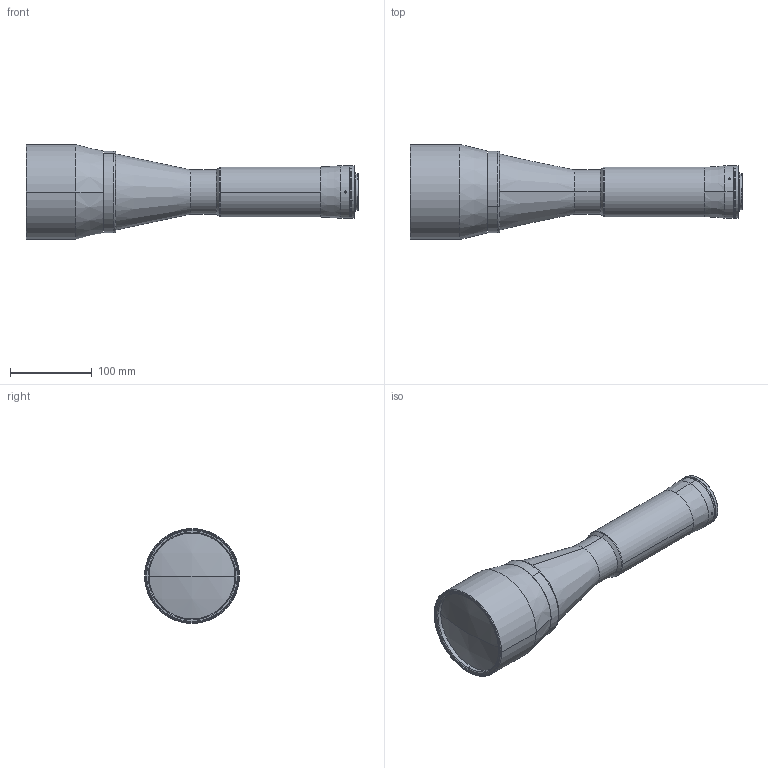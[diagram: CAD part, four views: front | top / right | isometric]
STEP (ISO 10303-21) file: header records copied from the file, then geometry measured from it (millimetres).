
FILE_DESCRIPTION (( 'STEP AP203' ), '1' );
FILE_NAME ('TC12MHR080.step', '2018-09-28T08:05:04', ( '' ), ( '' ), 'SwSTEP 2.0', 'SolidWorks 2017', '' );
FILE_SCHEMA (( 'CONFIG_CONTROL_DESIGN' ));
Length unit declared in the file: millimetre
Products named in the file (1): TC12MHR080
Bounding box: 405.45 x 116 x 116 mm (x, y, z)
Surface area: 133008.2 mm2 (no closed solid volume)
Topology: 0 solids, 9 shells, 89 faces, 258 edges, 177 vertices
Faces by surface type: cylinder 44, cone 20, plane 19, torus 4, sphere 2
Entity records: 3257 total; most frequent: CARTESIAN_POINT 781, DIRECTION 557, ORIENTED_EDGE 421, EDGE_CURVE 258, AXIS2_PLACEMENT_3D 231, VERTEX_POINT 177, CIRCLE 141, EDGE_LOOP 106
